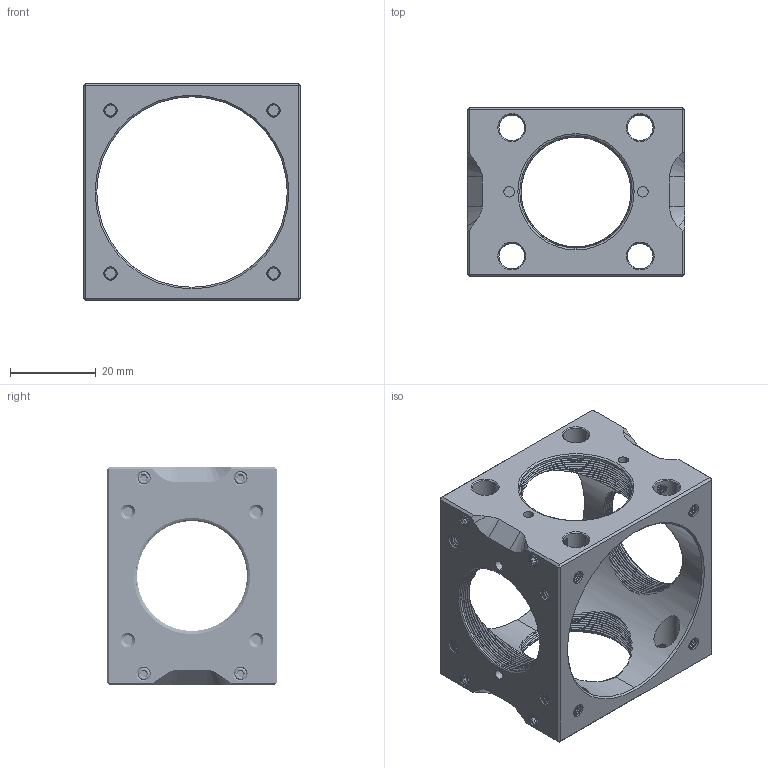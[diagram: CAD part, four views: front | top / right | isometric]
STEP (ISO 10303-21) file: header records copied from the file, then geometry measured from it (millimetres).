
FILE_DESCRIPTION((''),'2;1');
FILE_NAME('C6W_ASM','2021-04-17T',('Administrator'),(''),'CREO PARAMETRIC BY PTC INC, 2015290','CREO PARAMETRIC BY PTC INC, 2015290','');
FILE_SCHEMA(('CONFIG_CONTROL_DESIGN'));
Products named in the file (3): 1683-002-1-SOLID1; SS4S031-1-3-SOLID1; C6W_ASM
Assembly tree (9 placements, depth 2):
  C6W_ASM
    1683-002-1-SOLID1
    SS4S031-1-3-SOLID1  x8
Bounding box: 50.8 x 39.62 x 50.8 mm (x, y, z)
Volume: 28680.5 mm3; surface area: 16997.7 mm2
Topology: 9 solids, 9 shells, 1472 faces, 4608 edges, 2952 vertices
Faces by surface type: bspline 772, cylinder 394, plane 206, cone 100
Entity records: 156063 total; most frequent: CARTESIAN_POINT 125072, ORIENTED_EDGE 8600, EDGE_CURVE 4300, DIRECTION 3112, VERTEX_POINT 2770, B_SPLINE_CURVE_WITH_KNOTS 2566, VECTOR 1486, LINE 1486
